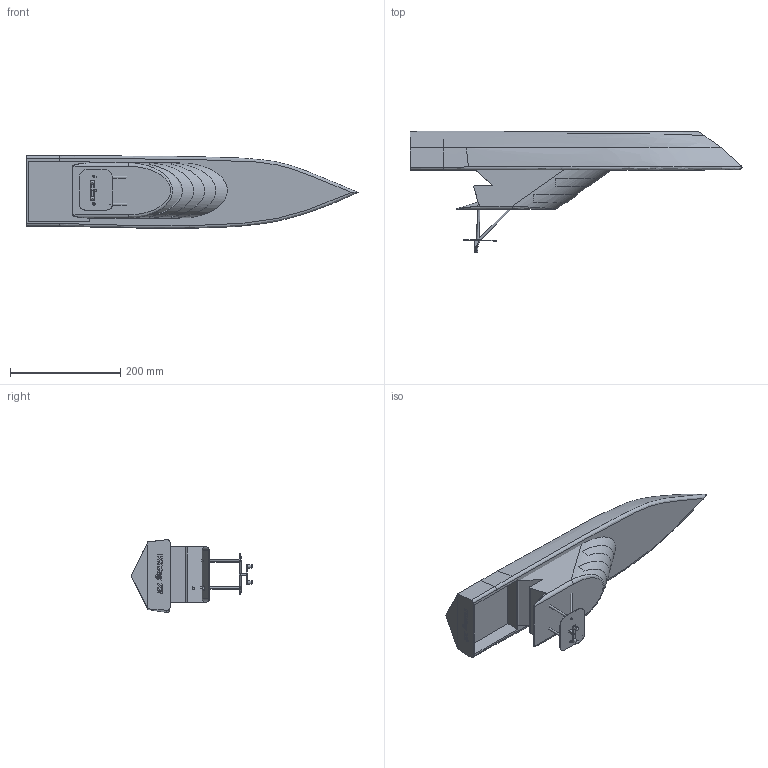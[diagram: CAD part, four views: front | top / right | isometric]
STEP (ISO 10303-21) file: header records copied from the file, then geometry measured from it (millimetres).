
FILE_DESCRIPTION(('FreeCAD Model'),'2;1');
FILE_NAME('Open CASCADE Shape Model','2025-05-05T06:00:58',('FreeCAD'),( 'FreeCAD'),'Open CASCADE STEP processor 7.6','FreeCAD','Unknown');
FILE_SCHEMA(('AUTOMOTIVE_DESIGN { 1 0 10303 214 1 1 1 1 }'));
Length unit declared in the file: millimetre
Products named in the file (1): Open CASCADE STEP translator 7.6 1
Bounding box: 601.43 x 219.77 x 131.88 mm (x, y, z)
Volume: 4502150.6 mm3; surface area: 331264.2 mm2
Topology: 13 solids, 13 shells, 241 faces, 583 edges, 379 vertices
Faces by surface type: plane 134, bspline 77, cylinder 30
Full cylindrical faces by diameter (mm): 1.042 x1, 3.742 x4, 6.514 x1, 8.642 x1
Entity records: 9259 total; most frequent: CARTESIAN_POINT 4080, ORIENTED_EDGE 1160, DIRECTION 842, EDGE_CURVE 580, VERTEX_POINT 379, LINE 372, VECTOR 372, FACE_BOUND 257
